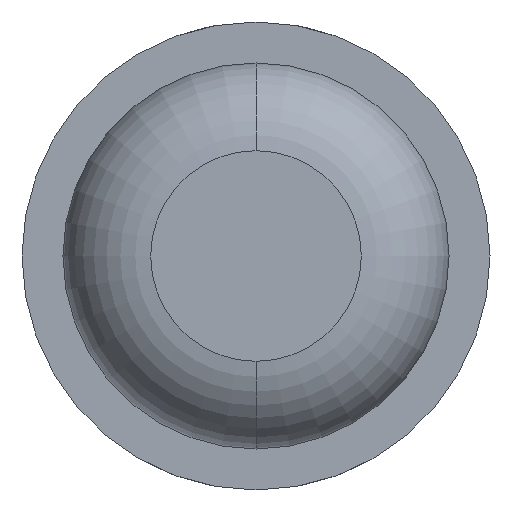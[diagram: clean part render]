
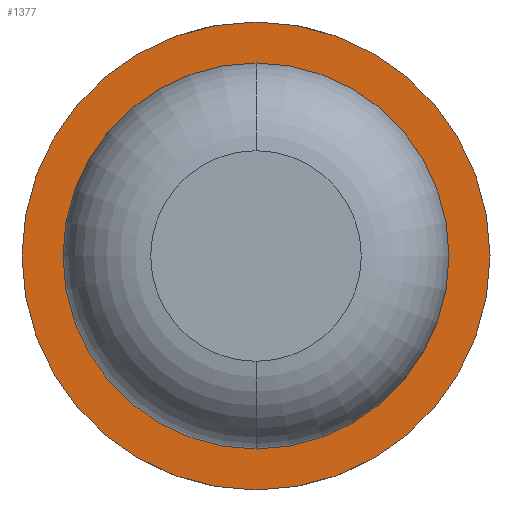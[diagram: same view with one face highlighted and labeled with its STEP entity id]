
A CAD part, front view. The second image highlights one B-rep face of the part: STEP entity #1377.
In plain terms, the highlighted planar face has unit normal (0, -1, 0).
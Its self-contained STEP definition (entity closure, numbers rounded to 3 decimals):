
#99 = ORIENTED_EDGE ( 'NONE', *, *, #2589, .T. ) ;
#165 = CARTESIAN_POINT ( 'NONE',  ( 1., -9., 0. ) ) ;
#417 = DIRECTION ( 'NONE',  ( 0., 1., 0. ) ) ;
#427 = DIRECTION ( 'NONE',  ( -1., 0., 0. ) ) ;
#534 = FACE_BOUND ( 'NONE', #2808, .T. ) ;
#550 = CARTESIAN_POINT ( 'NONE',  ( 0., -9., 0.825 ) ) ;
#628 = CIRCLE ( 'NONE', #2427, 0.825 ) ;
#682 = CARTESIAN_POINT ( 'NONE',  ( 0., -9., 0. ) ) ;
#714 = AXIS2_PLACEMENT_3D ( 'NONE', #682, #1937, #2238 ) ;
#796 = DIRECTION ( 'NONE',  ( -1., 0., 0. ) ) ;
#845 = DIRECTION ( 'NONE',  ( -1., 0., 0. ) ) ;
#864 = CARTESIAN_POINT ( 'NONE',  ( 0., -9., 0. ) ) ;
#1094 = AXIS2_PLACEMENT_3D ( 'NONE', #3714, #1950, #427 ) ;
#1212 = ORIENTED_EDGE ( 'NONE', *, *, #1354, .F. ) ;
#1300 = EDGE_CURVE ( 'Defeature ausgef�hrt1_4+Defeature ausgef�hrt1_0+Defeature ausgef�hrt1_0+Defeature ausgef�hrt1_0', #2083, #3448, #628, .T. ) ;
#1351 = CIRCLE ( 'NONE', #3422, 1. ) ;
#1354 = EDGE_CURVE ( 'Defeature ausgef�hrt1_5+Defeature ausgef�hrt1_4+Defeature ausgef�hrt1_4+Defeature ausgef�hrt1_4', #3699, #2960, #1406, .T. ) ;
#1377 = ADVANCED_FACE ( 'Defeature ausgef�hrt1_4', ( #2560, #534 ), #3612, .F. ) ;
#1406 = CIRCLE ( 'NONE', #714, 1. ) ;
#1471 = DIRECTION ( 'NONE',  ( 0., 1., 0. ) ) ;
#1937 = DIRECTION ( 'NONE',  ( 0., 1., 0. ) ) ;
#1950 = DIRECTION ( 'NONE',  ( 0., 1., 0. ) ) ;
#2021 = ORIENTED_EDGE ( 'NONE', *, *, #2927, .F. ) ;
#2083 = VERTEX_POINT ( 'NONE', #3606 ) ;
#2150 = CIRCLE ( 'NONE', #2964, 0.825 ) ;
#2238 = DIRECTION ( 'NONE',  ( -1., 0., 0. ) ) ;
#2264 = DIRECTION ( 'NONE',  ( 0., 1., 0. ) ) ;
#2348 = CARTESIAN_POINT ( 'NONE',  ( -1., -9., 0. ) ) ;
#2427 = AXIS2_PLACEMENT_3D ( 'NONE', #2429, #417, #2726 ) ;
#2429 = CARTESIAN_POINT ( 'NONE',  ( 0., -9., 0. ) ) ;
#2526 = ORIENTED_EDGE ( 'NONE', *, *, #1300, .T. ) ;
#2540 = CARTESIAN_POINT ( 'NONE',  ( 0., -9., 0. ) ) ;
#2560 = FACE_OUTER_BOUND ( 'NONE', #3700, .T. ) ;
#2589 = EDGE_CURVE ( 'Defeature ausgef�hrt1_4+Defeature ausgef�hrt1_0+Defeature ausgef�hrt1_0+Defeature ausgef�hrt1_0', #3448, #2083, #2150, .T. ) ;
#2726 = DIRECTION ( 'NONE',  ( -1., 0., 0. ) ) ;
#2808 = EDGE_LOOP ( 'NONE', ( #99, #2526 ) ) ;
#2927 = EDGE_CURVE ( 'Defeature ausgef�hrt1_5+Defeature ausgef�hrt1_4+Defeature ausgef�hrt1_4+Defeature ausgef�hrt1_4', #2960, #3699, #1351, .T. ) ;
#2960 = VERTEX_POINT ( 'NONE', #2348 ) ;
#2964 = AXIS2_PLACEMENT_3D ( 'NONE', #2540, #2264, #796 ) ;
#3422 = AXIS2_PLACEMENT_3D ( 'NONE', #864, #1471, #845 ) ;
#3448 = VERTEX_POINT ( 'NONE', #550 ) ;
#3606 = CARTESIAN_POINT ( 'NONE',  ( 0., -9., -0.825 ) ) ;
#3612 = PLANE ( 'NONE',  #1094 ) ;
#3699 = VERTEX_POINT ( 'NONE', #165 ) ;
#3700 = EDGE_LOOP ( 'NONE', ( #2021, #1212 ) ) ;
#3714 = CARTESIAN_POINT ( 'NONE',  ( 0.825, -9., 0. ) ) ;
